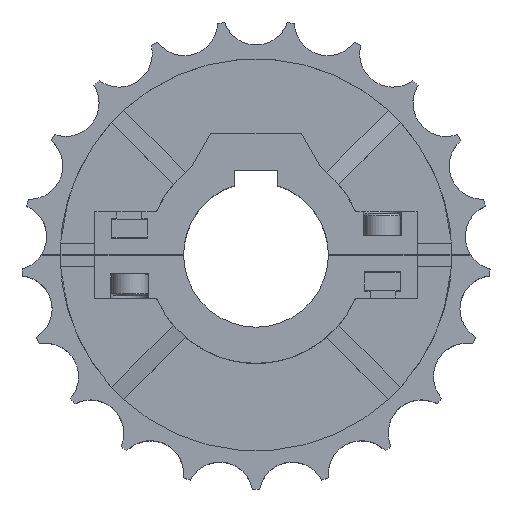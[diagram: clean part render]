
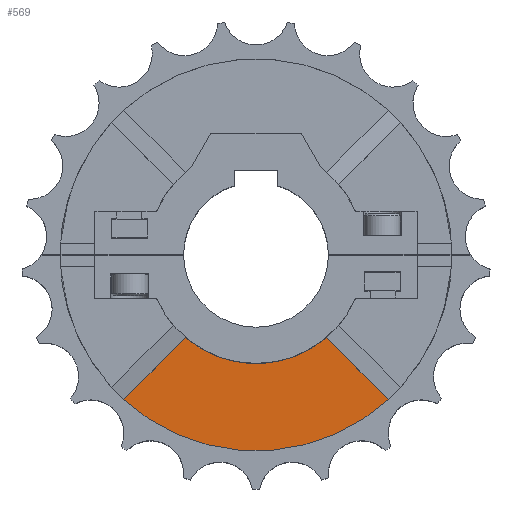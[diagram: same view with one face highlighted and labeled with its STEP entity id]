
A CAD part, top view. The second image highlights one B-rep face of the part: STEP entity #569.
In plain terms, the highlighted planar face has unit normal (0, 0, 1).
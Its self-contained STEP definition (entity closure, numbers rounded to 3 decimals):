
#241 = ORIENTED_EDGE ( 'NONE', *, *, #2905, .T. ) ;
#245 = ORIENTED_EDGE ( 'NONE', *, *, #7800, .T. ) ;
#375 = CARTESIAN_POINT ( 'NONE',  ( 36.574, -39.932, 5. ) ) ;
#569 = ADVANCED_FACE ( 'NONE', ( #5117 ), #3040, .T. ) ;
#772 = VERTEX_POINT ( 'NONE', #1017 ) ;
#853 = AXIS2_PLACEMENT_3D ( 'NONE', #4547, #6749, #1826 ) ;
#854 = ORIENTED_EDGE ( 'NONE', *, *, #6464, .T. ) ;
#1017 = CARTESIAN_POINT ( 'NONE',  ( 19.467, -22.826, 5. ) ) ;
#1054 = LINE ( 'NONE', #8797, #6780 ) ;
#1080 = VERTEX_POINT ( 'NONE', #6760 ) ;
#1189 = VECTOR ( 'NONE', #2113, 1000. ) ;
#1702 = CARTESIAN_POINT ( 'NONE',  ( -36.574, -39.932, 5. ) ) ;
#1826 = DIRECTION ( 'NONE',  ( 1., 0., 0. ) ) ;
#1944 = AXIS2_PLACEMENT_3D ( 'NONE', #2177, #6281, #7687 ) ;
#2113 = DIRECTION ( 'NONE',  ( -0.707, -0.707, 0. ) ) ;
#2177 = CARTESIAN_POINT ( 'NONE',  ( 0., 0., 5. ) ) ;
#2277 = CARTESIAN_POINT ( 'NONE',  ( 0., 0., 5. ) ) ;
#2873 = LINE ( 'NONE', #8380, #1189 ) ;
#2905 = EDGE_CURVE ( 'NONE', #772, #1080, #4860, .T. ) ;
#3040 = PLANE ( 'NONE',  #1944 ) ;
#3290 = AXIS2_PLACEMENT_3D ( 'NONE', #2277, #8592, #6384 ) ;
#4175 = VERTEX_POINT ( 'NONE', #375 ) ;
#4471 = EDGE_CURVE ( 'NONE', #5593, #4175, #8338, .T. ) ;
#4547 = CARTESIAN_POINT ( 'NONE',  ( 0., 0., 5. ) ) ;
#4860 = CIRCLE ( 'NONE', #3290, 30. ) ;
#5117 = FACE_OUTER_BOUND ( 'NONE', #5225, .T. ) ;
#5225 = EDGE_LOOP ( 'NONE', ( #241, #245, #6523, #854 ) ) ;
#5285 = DIRECTION ( 'NONE',  ( -0.707, 0.707, 0. ) ) ;
#5593 = VERTEX_POINT ( 'NONE', #1702 ) ;
#6281 = DIRECTION ( 'NONE',  ( 0., 0., 1. ) ) ;
#6384 = DIRECTION ( 'NONE',  ( 1., 0., 0. ) ) ;
#6464 = EDGE_CURVE ( 'NONE', #4175, #772, #1054, .T. ) ;
#6523 = ORIENTED_EDGE ( 'NONE', *, *, #4471, .T. ) ;
#6749 = DIRECTION ( 'NONE',  ( 0., 0., 1. ) ) ;
#6760 = CARTESIAN_POINT ( 'NONE',  ( -19.467, -22.826, 5. ) ) ;
#6780 = VECTOR ( 'NONE', #5285, 1000. ) ;
#7687 = DIRECTION ( 'NONE',  ( 1., 0., 0. ) ) ;
#7800 = EDGE_CURVE ( 'NONE', #1080, #5593, #2873, .T. ) ;
#8338 = CIRCLE ( 'NONE', #853, 54.15 ) ;
#8380 = CARTESIAN_POINT ( 'NONE',  ( 1.679, -1.679, 5. ) ) ;
#8592 = DIRECTION ( 'NONE',  ( 0., 0., -1. ) ) ;
#8797 = CARTESIAN_POINT ( 'NONE',  ( -1.679, -1.679, 5. ) ) ;
